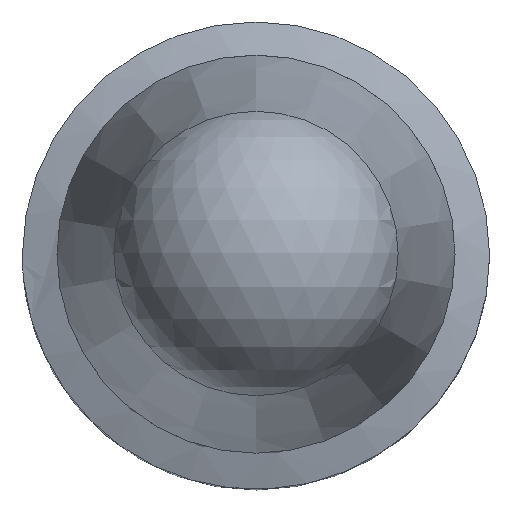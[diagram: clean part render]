
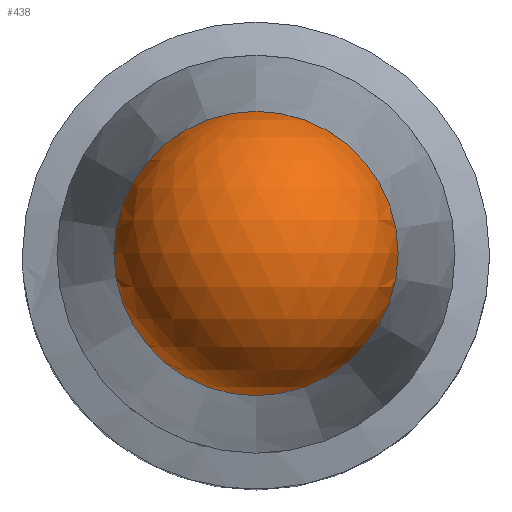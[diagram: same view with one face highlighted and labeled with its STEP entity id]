
A CAD part, top view. The second image highlights one B-rep face of the part: STEP entity #438.
In plain terms, the highlighted spherical face has radius 9.904 mm.
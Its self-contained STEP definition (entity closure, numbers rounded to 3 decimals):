
#422=CARTESIAN_POINT('',(-70.,0.,80.548));
#423=DIRECTION('',(0.,-1.,0.));
#424=DIRECTION('',(-1.,0.,0.));
#425=AXIS2_PLACEMENT_3D('',#422,#423,#424);
#426=SPHERICAL_SURFACE('',#425,9.904);
#427=CARTESIAN_POINT('',(-70.,9.795,82.012));
#428=VERTEX_POINT('',#427);
#429=CARTESIAN_POINT('',(-70.,0.,82.012));
#430=DIRECTION('',(-0.,0.,1.));
#431=DIRECTION('',(0.,1.,-0.));
#432=AXIS2_PLACEMENT_3D('',#429,#430,#431);
#433=CIRCLE('',#432,9.795);
#434=EDGE_CURVE('NONE',#428,#428,#433,.T.);
#435=ORIENTED_EDGE('',*,*,#434,.T.);
#436=EDGE_LOOP('',(#435));
#437=FACE_BOUND('',#436,.T.);
#438=ADVANCED_FACE('NONE',(#437),#426,.T.);
